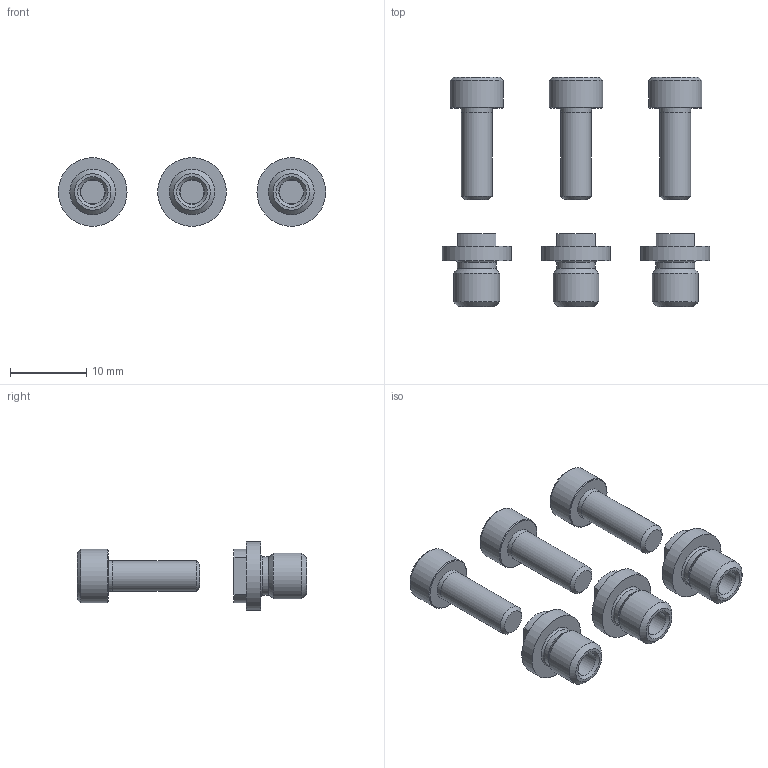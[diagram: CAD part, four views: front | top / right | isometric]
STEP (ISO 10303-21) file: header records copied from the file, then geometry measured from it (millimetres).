
FILE_DESCRIPTION(/* description */ ('STEP AP214'),/* implementation_level */ '2;1');
FILE_NAME(/* name */ '548804_ZBV-M6-9',/* time_stamp */ '2024-09-18T14:28:14+02:00',/* author */ ('License CC BY-ND 4.0'),/* organization */ ('CADENAS'),/* preprocessor_version */ 'ST-DEVELOPER v19.3',/* originating_system */ 'PARTsolutions',/* authorisation */ ' ');
FILE_SCHEMA (('INTEGRATED_CNC_SCHEMA','AUTOMOTIVE_DESIGN {1 0 10303 214 3 1 1}'));
Length unit declared in the file: millimetre
Products named in the file (3): 548804 ZBV-M6-9; DIN-912 - M4x12(F); 548804 ZBV-M6-9---(P)
Assembly tree (6 placements, depth 2):
  548804 ZBV-M6-9
    DIN-912 - M4x12(F)  x3
    548804 ZBV-M6-9---(P)  x3
Bounding box: 35 x 30 x 9 mm (x, y, z)
Volume: 1594 mm3; surface area: 2194.5 mm2
Topology: 6 solids, 6 shells, 138 faces, 261 edges, 147 vertices
Faces by surface type: plane 66, cone 45, cylinder 24, torus 3
Full cylindrical faces by diameter (mm): 3.242 x3, 4 x3, 5.1 x3, 6 x3, 7 x3, 9 x3
Entity records: 1161 total; most frequent: DIRECTION 206, CARTESIAN_POINT 194, ORIENTED_EDGE 138, AXIS2_PLACEMENT_3D 90, EDGE_CURVE 69, FACE_BOUND 69, EDGE_LOOP 68, VERTEX_POINT 48
